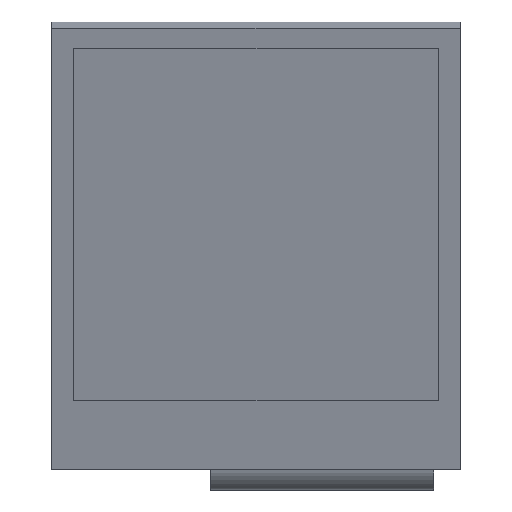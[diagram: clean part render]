
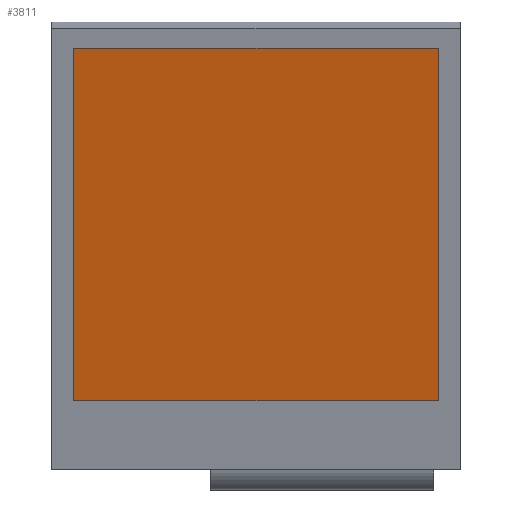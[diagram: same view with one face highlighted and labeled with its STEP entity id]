
A CAD part, top view. The second image highlights one B-rep face of the part: STEP entity #3811.
In plain terms, the highlighted planar face has unit normal (0, -0.259, 0.966).
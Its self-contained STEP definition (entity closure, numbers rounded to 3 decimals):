
#167=PLANE('',#4065);
#351=FACE_OUTER_BOUND('',#572,.T.);
#572=EDGE_LOOP('',(#3029,#3030,#3031,#3032));
#961=LINE('',#5588,#1424);
#965=LINE('',#5596,#1428);
#968=LINE('',#5602,#1431);
#971=LINE('',#5607,#1434);
#1424=VECTOR('',#4552,10.);
#1428=VECTOR('',#4558,10.);
#1431=VECTOR('',#4563,10.);
#1434=VECTOR('',#4568,10.);
#1830=VERTEX_POINT('',#5586);
#1831=VERTEX_POINT('',#5587);
#1834=VERTEX_POINT('',#5595);
#1836=VERTEX_POINT('',#5601);
#2263=EDGE_CURVE('',#1830,#1831,#961,.T.);
#2267=EDGE_CURVE('',#1834,#1830,#965,.T.);
#2270=EDGE_CURVE('',#1836,#1834,#968,.T.);
#2273=EDGE_CURVE('',#1831,#1836,#971,.T.);
#3029=ORIENTED_EDGE('',*,*,#2273,.F.);
#3030=ORIENTED_EDGE('',*,*,#2263,.F.);
#3031=ORIENTED_EDGE('',*,*,#2267,.F.);
#3032=ORIENTED_EDGE('',*,*,#2270,.F.);
#3811=ADVANCED_FACE('',(#351),#167,.T.);
#4065=AXIS2_PLACEMENT_3D('',#5609,#4570,#4571);
#4552=DIRECTION('',(0.,-0.966,-0.259));
#4558=DIRECTION('',(1.,0.,0.));
#4563=DIRECTION('',(0.,0.966,0.259));
#4568=DIRECTION('',(-1.,0.,0.));
#4570=DIRECTION('center_axis',(0.,-0.259,0.966));
#4571=DIRECTION('ref_axis',(1.,0.,0.));
#5586=CARTESIAN_POINT('',(84.8,-2.283,7.239));
#5587=CARTESIAN_POINT('',(84.8,-24.886,1.183));
#5588=CARTESIAN_POINT('',(84.8,-2.283,7.239));
#5595=CARTESIAN_POINT('',(61.4,-2.283,7.239));
#5596=CARTESIAN_POINT('',(61.4,-2.283,7.239));
#5601=CARTESIAN_POINT('',(61.4,-24.886,1.183));
#5602=CARTESIAN_POINT('',(61.4,-24.886,1.183));
#5607=CARTESIAN_POINT('',(84.8,-24.886,1.183));
#5609=CARTESIAN_POINT('Origin',(73.1,-13.584,4.211));
